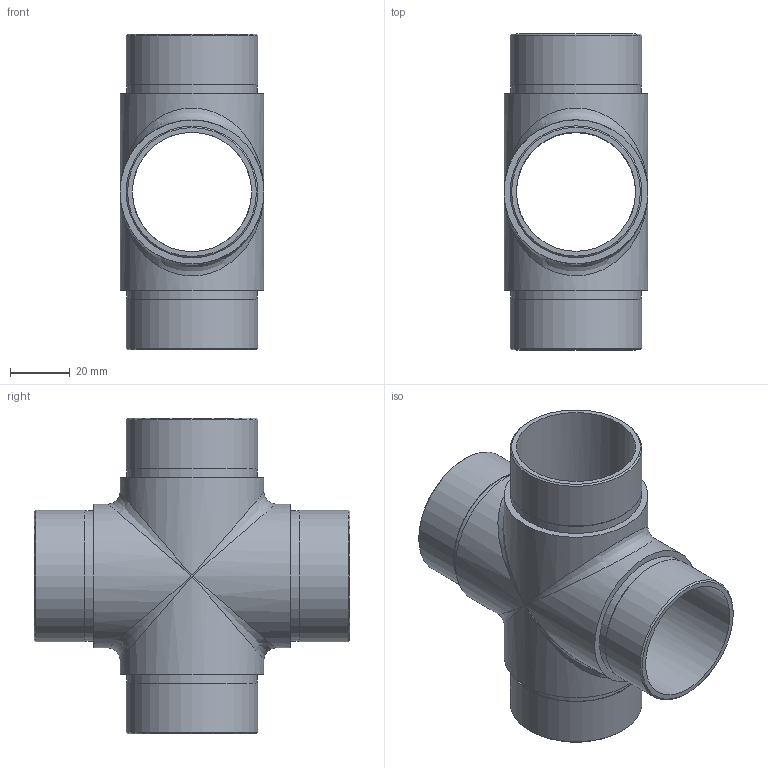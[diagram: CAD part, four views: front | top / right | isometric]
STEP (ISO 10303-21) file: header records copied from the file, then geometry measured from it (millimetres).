
FILE_DESCRIPTION (( 'STEP AP203' ), '1' );
FILE_NAME ('56187-320.step', '2020-03-03T10:44:49', ( '' ), ( '' ), 'SwSTEP 2.0', 'SolidWorks 2015', '' );
FILE_SCHEMA (( 'CONFIG_CONTROL_DESIGN' ));
Length unit declared in the file: millimetre
Products named in the file (2): 56187-320
Bounding box: 48.3 x 106 x 106 mm (x, y, z)
Volume: 65763.3 mm3; surface area: 44212.7 mm2
Topology: 1 solids, 1 shells, 259 faces, 673 edges, 438 vertices
Faces by surface type: bspline 115, plane 100, cylinder 40, cone 4
Full cylindrical faces by diameter (mm): 40 x4, 43.8 x4, 44.2 x4, 48.3 x4
Entity records: 12668 total; most frequent: CARTESIAN_POINT 7127, ORIENTED_EDGE 1274, DIRECTION 775, EDGE_CURVE 637, VERTEX_POINT 430, EDGE_LOOP 315, VECTOR 275, LINE 275
